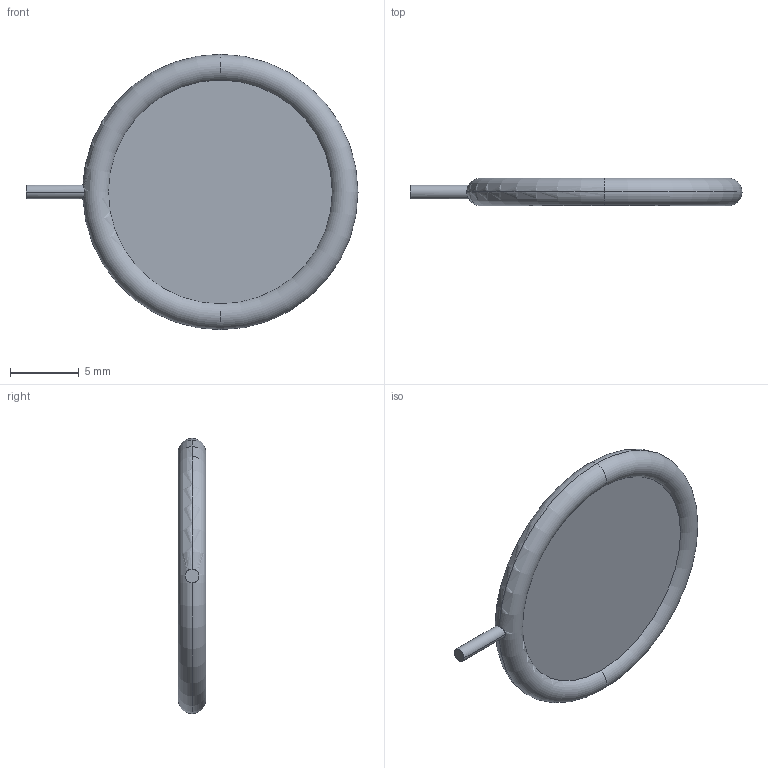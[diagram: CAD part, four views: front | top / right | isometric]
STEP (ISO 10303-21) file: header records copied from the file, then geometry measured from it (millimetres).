
FILE_DESCRIPTION((''),'2;1');
FILE_NAME('DF1.stp','2003-01-03T03:28:29',('Branislav Petkovic'),('AZ Pneumatica'),'AutoCAD STEP 2000i','AutoCAD 2000i','Via J. F. Kennedy, 26, 20020 Misinto (MI), ITALY');
FILE_SCHEMA(('CONFIG_CONTROL_DESIGN'));
Length unit declared in the file: millimetre
Products named in the file (2): DF1; PART1
Assembly tree (1 placements, depth 2):
  DF1
    PART1
Bounding box: 24.11 x 2 x 20 mm (x, y, z)
Surface area: 731.2 mm2 (no closed solid volume)
Topology: 0 solids, 1 shells, 9 faces, 21 edges, 14 vertices
Faces by surface type: torus 4, plane 3, cylinder 2
Entity records: 415 total; most frequent: CARTESIAN_POINT 90, DIRECTION 54, ORIENTED_EDGE 42, AXIS2_PLACEMENT_3D 26, EDGE_CURVE 21, CIRCLE 15, VERTEX_POINT 14, EDGE_LOOP 9
